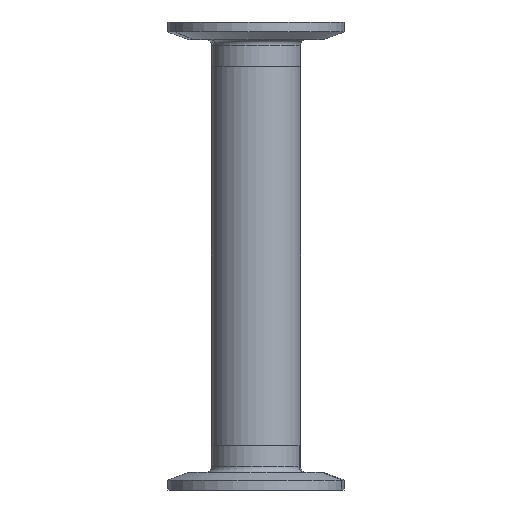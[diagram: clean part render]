
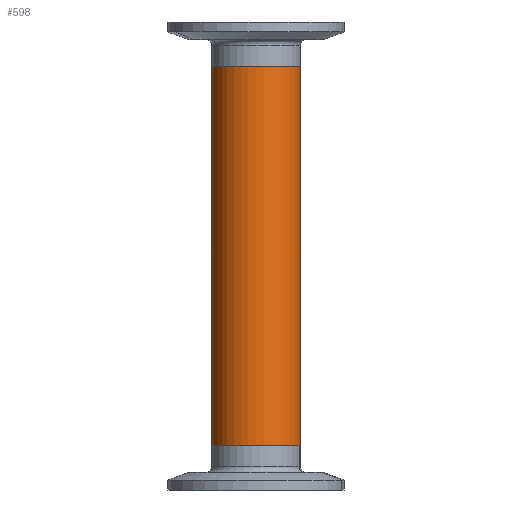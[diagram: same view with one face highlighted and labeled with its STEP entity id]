
A CAD part, front view. The second image highlights one B-rep face of the part: STEP entity #598.
In plain terms, the highlighted cylindrical face has radius 12.7 mm (diameter 25.4 mm), a partial arc.
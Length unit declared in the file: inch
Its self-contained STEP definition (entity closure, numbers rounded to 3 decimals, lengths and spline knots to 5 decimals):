
#175 = EDGE_CURVE ( 'NONE', #1166, #2385, #839, .T. ) ;
#189 = AXIS2_PLACEMENT_3D ( 'NONE', #1547, #1757, #1332 ) ;
#250 = EDGE_CURVE ( 'NONE', #415, #1099, #1928, .T. ) ;
#302 = AXIS2_PLACEMENT_3D ( 'NONE', #2080, #1195, #776 ) ;
#322 = CARTESIAN_POINT ( 'NONE',  ( -0.5, 0., 2.12598 ) ) ;
#329 = FACE_OUTER_BOUND ( 'NONE', #2663, .T. ) ;
#415 = VERTEX_POINT ( 'NONE', #2591 ) ;
#598 = ADVANCED_FACE ( 'NONE', ( #329 ), #1037, .T. ) ;
#730 = DIRECTION ( 'NONE',  ( -1., 0., 0. ) ) ;
#776 = DIRECTION ( 'NONE',  ( 1., 0., 0. ) ) ;
#794 = EDGE_CURVE ( 'NONE', #1099, #2385, #2269, .T. ) ;
#839 = LINE ( 'NONE', #2281, #1515 ) ;
#1037 = CYLINDRICAL_SURFACE ( 'NONE', #1993, 0.5 ) ;
#1050 = CARTESIAN_POINT ( 'NONE',  ( 0.5, 0., 2.12598 ) ) ;
#1099 = VERTEX_POINT ( 'NONE', #1422 ) ;
#1161 = DIRECTION ( 'NONE',  ( 0., 0., -1. ) ) ;
#1166 = VERTEX_POINT ( 'NONE', #1050 ) ;
#1195 = DIRECTION ( 'NONE',  ( 0., 0., 1. ) ) ;
#1275 = VECTOR ( 'NONE', #2057, 39.37008 ) ;
#1332 = DIRECTION ( 'NONE',  ( 1., 0., 0. ) ) ;
#1388 = ORIENTED_EDGE ( 'NONE', *, *, #2377, .F. ) ;
#1422 = CARTESIAN_POINT ( 'NONE',  ( -0.5, 0., -2.12598 ) ) ;
#1465 = CIRCLE ( 'NONE', #189, 0.5 ) ;
#1515 = VECTOR ( 'NONE', #1813, 39.37008 ) ;
#1547 = CARTESIAN_POINT ( 'NONE',  ( 0., 0., 2.12598 ) ) ;
#1681 = ORIENTED_EDGE ( 'NONE', *, *, #250, .T. ) ;
#1757 = DIRECTION ( 'NONE',  ( 0., 0., 1. ) ) ;
#1813 = DIRECTION ( 'NONE',  ( 0., 0., -1. ) ) ;
#1928 = LINE ( 'NONE', #322, #1275 ) ;
#1951 = CARTESIAN_POINT ( 'NONE',  ( 0.5, 0., -2.12598 ) ) ;
#1993 = AXIS2_PLACEMENT_3D ( 'NONE', #2289, #1161, #730 ) ;
#2057 = DIRECTION ( 'NONE',  ( 0., 0., -1. ) ) ;
#2080 = CARTESIAN_POINT ( 'NONE',  ( 0., 0., -2.12598 ) ) ;
#2269 = CIRCLE ( 'NONE', #302, 0.5 ) ;
#2281 = CARTESIAN_POINT ( 'NONE',  ( 0.5, 0., 2.12598 ) ) ;
#2289 = CARTESIAN_POINT ( 'NONE',  ( 0., 0., 2.12598 ) ) ;
#2311 = ORIENTED_EDGE ( 'NONE', *, *, #794, .T. ) ;
#2320 = ORIENTED_EDGE ( 'NONE', *, *, #175, .F. ) ;
#2377 = EDGE_CURVE ( 'NONE', #415, #1166, #1465, .T. ) ;
#2385 = VERTEX_POINT ( 'NONE', #1951 ) ;
#2591 = CARTESIAN_POINT ( 'NONE',  ( -0.5, 0., 2.12598 ) ) ;
#2663 = EDGE_LOOP ( 'NONE', ( #2320, #1388, #1681, #2311 ) ) ;
